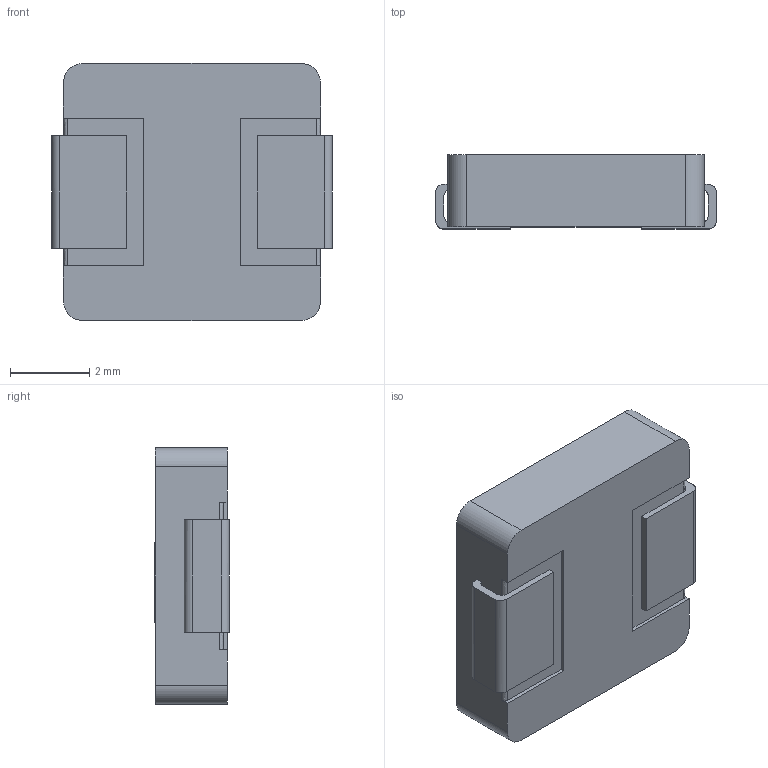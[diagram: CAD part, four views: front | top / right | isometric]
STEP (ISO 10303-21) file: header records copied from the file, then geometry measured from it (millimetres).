
FILE_DESCRIPTION(('FreeCAD Model'),'2;1');
FILE_NAME('Open CASCADE Shape Model','2025-04-29T10:18:16',('FreeCAD'),( 'FreeCAD'),'Open CASCADE STEP processor 7.6','FreeCAD','Unknown');
FILE_SCHEMA(('AUTOMOTIVE_DESIGN { 1 0 10303 214 1 1 1 1 }'));
Length unit declared in the file: millimetre
Products named in the file (1): Open CASCADE STEP translator 7.6 1
Bounding box: 7.08 x 1.87 x 6.49 mm (x, y, z)
Volume: 77.5 mm3; surface area: 147 mm2
Topology: 1 solids, 1 shells, 107 faces, 302 edges, 200 vertices
Faces by surface type: bspline 107
Entity records: 3942 total; most frequent: CARTESIAN_POINT 2117, ORIENTED_EDGE 604, EDGE_CURVE 302, B_SPLINE_CURVE_WITH_KNOTS 274, VERTEX_POINT 200, FACE_BOUND 114, EDGE_LOOP 114, ADVANCED_FACE 107
